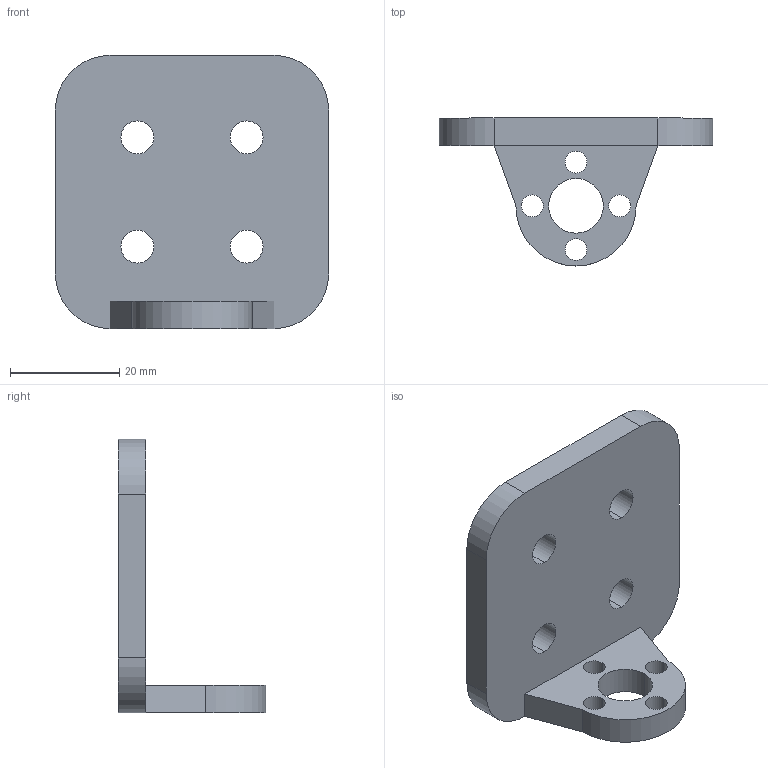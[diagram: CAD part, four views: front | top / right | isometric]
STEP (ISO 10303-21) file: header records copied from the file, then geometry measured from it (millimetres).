
FILE_DESCRIPTION (( 'STEP AP214' ), '1' );
FILE_NAME ('Lead Screw support.STEP', '2022-05-12T19:03:46', ( '' ), ( '' ), 'SwSTEP 2.0', 'SolidWorks 2021', '' );
FILE_SCHEMA (( 'AUTOMOTIVE_DESIGN' ));
Length unit declared in the file: millimetre
Products named in the file (1): Lead Screw support
Bounding box: 50 x 27 x 50 mm (x, y, z)
Volume: 13241.6 mm3; surface area: 7136 mm2
Topology: 1 solids, 1 shells, 32 faces, 88 edges, 58 vertices
Faces by surface type: cylinder 23, plane 9
Entity records: 1112 total; most frequent: DIRECTION 200, CARTESIAN_POINT 179, ORIENTED_EDGE 176, EDGE_CURVE 88, AXIS2_PLACEMENT_3D 79, VERTEX_POINT 58, EDGE_LOOP 50, CIRCLE 46
